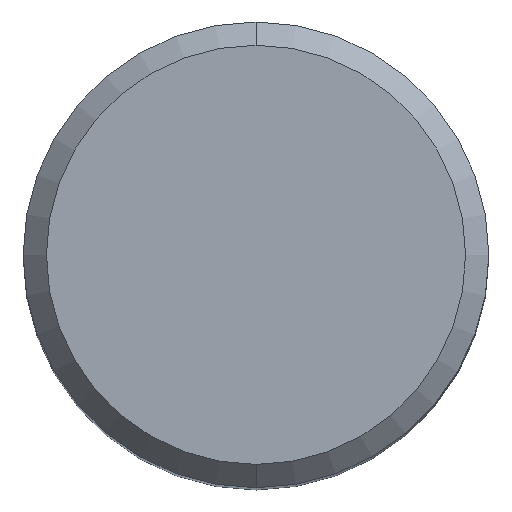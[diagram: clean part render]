
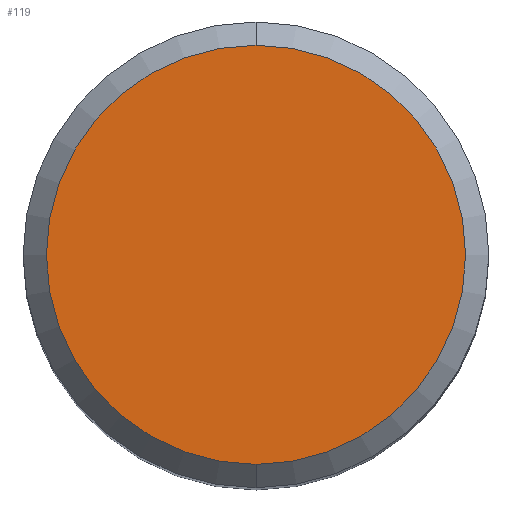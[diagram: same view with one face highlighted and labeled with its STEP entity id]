
A CAD part, top view. The second image highlights one B-rep face of the part: STEP entity #119.
In plain terms, the highlighted planar face has unit normal (0, 0, 1).
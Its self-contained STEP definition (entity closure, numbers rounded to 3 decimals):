
#107=VERTEX_POINT('',#258);
#119=ADVANCED_FACE('',(#272),#273,.T.);
#135=EDGE_CURVE('',#107,#145,#289,.T.);
#145=VERTEX_POINT('',#301);
#159=EDGE_CURVE('',#145,#107,#316,.T.);
#258=CARTESIAN_POINT('',(0.0,7.2,0.0));
#272=FACE_OUTER_BOUND('',#436,.T.);
#273=PLANE('',#437);
#289=CIRCLE('',#463,7.2);
#301=CARTESIAN_POINT('',(0.,-7.2,0.0));
#316=CIRCLE('',#497,7.2);
#436=EDGE_LOOP('',(#623,#624));
#437=AXIS2_PLACEMENT_3D('',#625,#626,#627);
#463=AXIS2_PLACEMENT_3D('',#645,#646,#647);
#497=AXIS2_PLACEMENT_3D('',#679,#680,#681);
#623=ORIENTED_EDGE('',*,*,#135,.F.);
#624=ORIENTED_EDGE('',*,*,#159,.F.);
#625=CARTESIAN_POINT('',(0.0,3.6,0.0));
#626=DIRECTION('',(-0.0,0.0,1.0));
#627=DIRECTION('',(0.0,-1.0,0.0));
#645=CARTESIAN_POINT('',(0.0,0.0,0.0));
#646=DIRECTION('',(0.0,0.0,-1.0));
#647=DIRECTION('',(0.0,1.0,0.0));
#679=CARTESIAN_POINT('',(0.0,0.0,0.0));
#680=DIRECTION('',(0.0,0.0,-1.0));
#681=DIRECTION('',(0.0,1.0,0.0));
